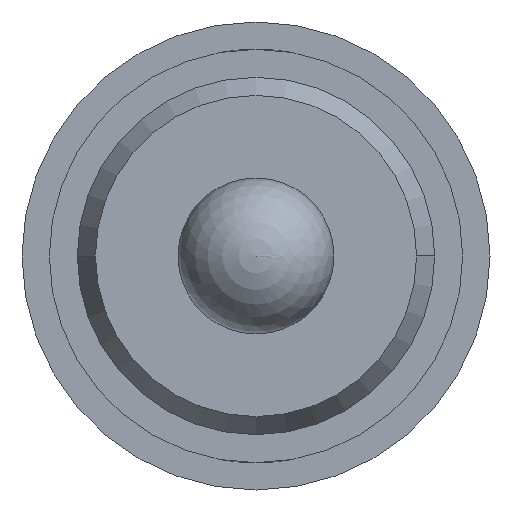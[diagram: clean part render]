
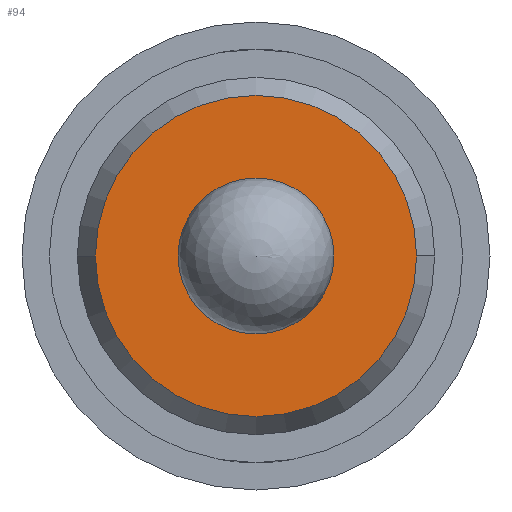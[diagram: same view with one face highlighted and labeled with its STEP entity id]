
A CAD part, front view. The second image highlights one B-rep face of the part: STEP entity #94.
In plain terms, the highlighted planar face has unit normal (0, -1, 0).
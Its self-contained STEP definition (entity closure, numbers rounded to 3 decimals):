
#39 = CARTESIAN_POINT ( 'NONE',  ( 0., -28.6, -0.5 ) ) ;
#67 = VERTEX_POINT ( 'NONE', #1983 ) ;
#72 = CARTESIAN_POINT ( 'NONE',  ( -1.145, -28.6, 0. ) ) ;
#94 = ADVANCED_FACE ( 'Defeature ausgef�hrt1_51', ( #5665, #4371 ), #1966, .T. ) ;
#178 = VERTEX_POINT ( 'NONE', #1071 ) ;
#560 = AXIS2_PLACEMENT_3D ( 'NONE', #1026, #1481, #4834 ) ;
#580 = CARTESIAN_POINT ( 'NONE',  ( 0., -28.6, 0. ) ) ;
#757 = CARTESIAN_POINT ( 'NONE',  ( -1.03, -28.6, 0. ) ) ;
#927 = AXIS2_PLACEMENT_3D ( 'NONE', #4803, #2885, #4380 ) ;
#1026 = CARTESIAN_POINT ( 'NONE',  ( 0., -28.6, 0. ) ) ;
#1071 = CARTESIAN_POINT ( 'NONE',  ( 0., -28.6, 0.5 ) ) ;
#1080 = DIRECTION ( 'NONE',  ( 1., 0., 0. ) ) ;
#1391 = EDGE_CURVE ( 'Defeature ausgef�hrt1_51+Defeature ausgef�hrt1_53+Defeature ausgef�hrt1_53+Defeature ausgef�hrt1_53', #1835, #67, #4018, .T. ) ;
#1481 = DIRECTION ( 'NONE',  ( 0., 1., 0. ) ) ;
#1572 = DIRECTION ( 'NONE',  ( 0., 1., 0. ) ) ;
#1752 = ORIENTED_EDGE ( 'NONE', *, *, #3088, .T. ) ;
#1835 = VERTEX_POINT ( 'NONE', #757 ) ;
#1966 = PLANE ( 'NONE',  #3433 ) ;
#1983 = CARTESIAN_POINT ( 'NONE',  ( 1.03, -28.6, 0. ) ) ;
#2049 = DIRECTION ( 'NONE',  ( 1., 0., 0. ) ) ;
#2187 = EDGE_CURVE ( 'Defeature ausgef�hrt1_51+Defeature ausgef�hrt1_53+Defeature ausgef�hrt1_53+Defeature ausgef�hrt1_53', #67, #1835, #4607, .T. ) ;
#2476 = ORIENTED_EDGE ( 'NONE', *, *, #2479, .T. ) ;
#2479 = EDGE_CURVE ( 'Defeature ausgef�hrt1_51+Defeature ausgef�hrt1_55+Defeature ausgef�hrt1_55+Defeature ausgef�hrt1_55', #4347, #178, #4986, .T. ) ;
#2885 = DIRECTION ( 'NONE',  ( 0., -1., 0. ) ) ;
#3054 = DIRECTION ( 'NONE',  ( 0., -1., 0. ) ) ;
#3088 = EDGE_CURVE ( 'Defeature ausgef�hrt1_51+Defeature ausgef�hrt1_55+Defeature ausgef�hrt1_55+Defeature ausgef�hrt1_55', #178, #4347, #4752, .T. ) ;
#3433 = AXIS2_PLACEMENT_3D ( 'NONE', #72, #3461, #2049 ) ;
#3461 = DIRECTION ( 'NONE',  ( 0., -1., 0. ) ) ;
#3665 = ORIENTED_EDGE ( 'NONE', *, *, #2187, .T. ) ;
#3732 = ORIENTED_EDGE ( 'NONE', *, *, #1391, .T. ) ;
#4018 = CIRCLE ( 'NONE', #927, 1.03 ) ;
#4347 = VERTEX_POINT ( 'NONE', #39 ) ;
#4371 = FACE_OUTER_BOUND ( 'NONE', #5364, .T. ) ;
#4380 = DIRECTION ( 'NONE',  ( 1., 0., 0. ) ) ;
#4523 = EDGE_LOOP ( 'NONE', ( #1752, #2476 ) ) ;
#4607 = CIRCLE ( 'NONE', #5875, 1.03 ) ;
#4752 = CIRCLE ( 'NONE', #5924, 0.5 ) ;
#4803 = CARTESIAN_POINT ( 'NONE',  ( 0., -28.6, 0. ) ) ;
#4834 = DIRECTION ( 'NONE',  ( 0., 0., -1. ) ) ;
#4986 = CIRCLE ( 'NONE', #560, 0.5 ) ;
#5364 = EDGE_LOOP ( 'NONE', ( #3732, #3665 ) ) ;
#5556 = CARTESIAN_POINT ( 'NONE',  ( 0., -28.6, 0. ) ) ;
#5665 = FACE_BOUND ( 'NONE', #4523, .T. ) ;
#5875 = AXIS2_PLACEMENT_3D ( 'NONE', #5556, #3054, #1080 ) ;
#5918 = DIRECTION ( 'NONE',  ( 0., 0., -1. ) ) ;
#5924 = AXIS2_PLACEMENT_3D ( 'NONE', #580, #1572, #5918 ) ;
